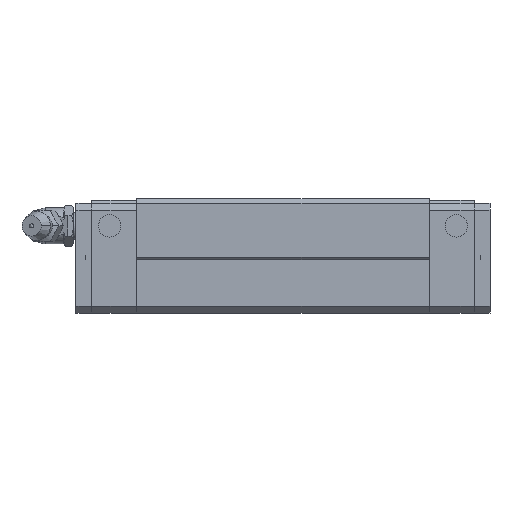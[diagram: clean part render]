
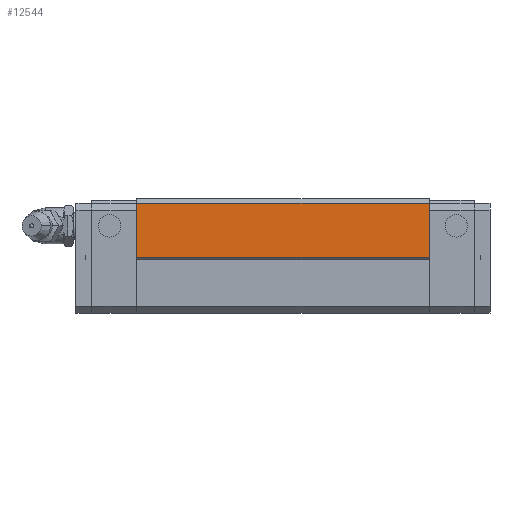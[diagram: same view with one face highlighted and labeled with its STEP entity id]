
A CAD part, front view. The second image highlights one B-rep face of the part: STEP entity #12544.
In plain terms, the highlighted planar face has unit normal (0, -1, 0).
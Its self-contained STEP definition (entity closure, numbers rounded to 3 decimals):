
#844 = DIRECTION ( 'NONE',  ( 0., 0., 1. ) ) ;
#2027 = DIRECTION ( 'NONE',  ( 0., 0., -1. ) ) ;
#2526 = CARTESIAN_POINT ( 'NONE',  ( 78.7, -22., 24.4 ) ) ;
#2990 = ORIENTED_EDGE ( 'NONE', *, *, #16560, .T. ) ;
#3338 = LINE ( 'NONE', #25658, #8173 ) ;
#3447 = CARTESIAN_POINT ( 'NONE',  ( 78.7, -22., 12.864 ) ) ;
#3833 = DIRECTION ( 'NONE',  ( 0., -1., 0. ) ) ;
#3914 = EDGE_CURVE ( 'NONE', #22817, #12599, #14678, .T. ) ;
#3977 = ORIENTED_EDGE ( 'NONE', *, *, #3914, .T. ) ;
#4169 = VERTEX_POINT ( 'NONE', #2526 ) ;
#4346 = PLANE ( 'NONE',  #22504 ) ;
#5139 = LINE ( 'NONE', #13123, #11628 ) ;
#7521 = VERTEX_POINT ( 'NONE', #16453 ) ;
#8001 = CARTESIAN_POINT ( 'NONE',  ( 13.5, -22., 12.4 ) ) ;
#8173 = VECTOR ( 'NONE', #23199, 1000. ) ;
#9343 = DIRECTION ( 'NONE',  ( 0., 0., 1. ) ) ;
#10069 = CARTESIAN_POINT ( 'NONE',  ( 78.7, -22., 12.4 ) ) ;
#11628 = VECTOR ( 'NONE', #9343, 1000. ) ;
#12544 = ADVANCED_FACE ( 'NONE', ( #17835 ), #4346, .T. ) ;
#12599 = VERTEX_POINT ( 'NONE', #10069 ) ;
#13123 = CARTESIAN_POINT ( 'NONE',  ( 13.5, -22., 12.864 ) ) ;
#13486 = EDGE_CURVE ( 'NONE', #22817, #7521, #5139, .T. ) ;
#14678 = LINE ( 'NONE', #20577, #15335 ) ;
#15071 = ORIENTED_EDGE ( 'NONE', *, *, #20403, .T. ) ;
#15335 = VECTOR ( 'NONE', #24241, 1000. ) ;
#16371 = CARTESIAN_POINT ( 'NONE',  ( 13.5, -22., 12.4 ) ) ;
#16453 = CARTESIAN_POINT ( 'NONE',  ( 13.5, -22., 24.4 ) ) ;
#16560 = EDGE_CURVE ( 'NONE', #12599, #4169, #21356, .T. ) ;
#17835 = FACE_OUTER_BOUND ( 'NONE', #21025, .T. ) ;
#19563 = ORIENTED_EDGE ( 'NONE', *, *, #13486, .F. ) ;
#20403 = EDGE_CURVE ( 'NONE', #4169, #7521, #3338, .T. ) ;
#20577 = CARTESIAN_POINT ( 'NONE',  ( 13.5, -22., 12.4 ) ) ;
#21025 = EDGE_LOOP ( 'NONE', ( #19563, #3977, #2990, #15071 ) ) ;
#21356 = LINE ( 'NONE', #3447, #25571 ) ;
#22504 = AXIS2_PLACEMENT_3D ( 'NONE', #16371, #3833, #2027 ) ;
#22817 = VERTEX_POINT ( 'NONE', #8001 ) ;
#23199 = DIRECTION ( 'NONE',  ( -1., 0., 0. ) ) ;
#24241 = DIRECTION ( 'NONE',  ( 1., 0., 0. ) ) ;
#25571 = VECTOR ( 'NONE', #844, 1000. ) ;
#25658 = CARTESIAN_POINT ( 'NONE',  ( 13.5, -22., 24.4 ) ) ;
